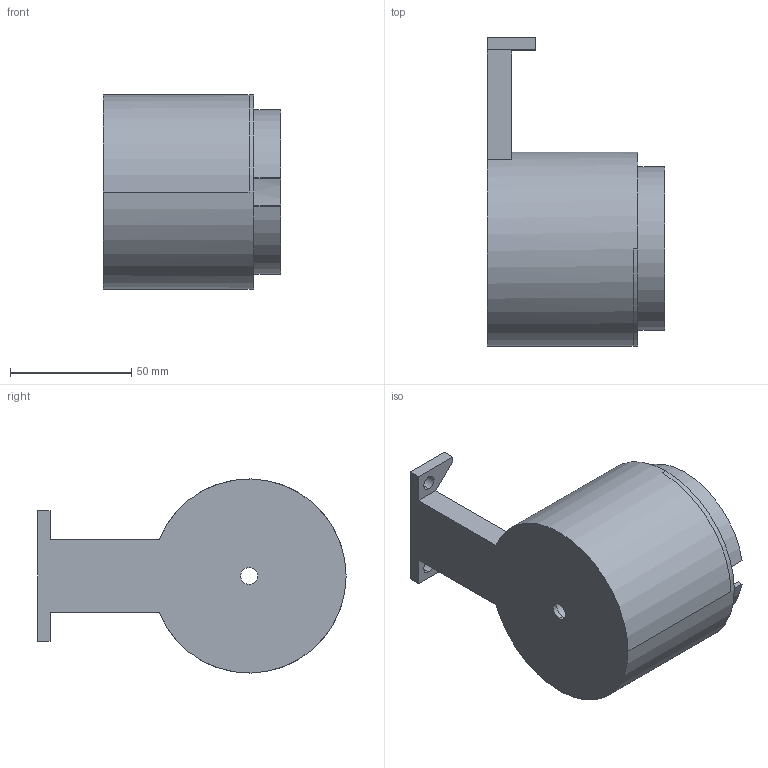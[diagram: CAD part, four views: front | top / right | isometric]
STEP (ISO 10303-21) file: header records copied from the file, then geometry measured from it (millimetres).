
FILE_DESCRIPTION((''),'2;1');
FILE_NAME('BOTTOM','2020-01-08T15:15:53',('max'),(''),'CREO PARAMETRIC BY PTC INC, 2019224','CREO PARAMETRIC BY PTC INC, 2019224','');
FILE_SCHEMA(('CONFIG_CONTROL_DESIGN'));
Length unit declared in the file: millimetre
Products named in the file (1): BOTTOM
Bounding box: 73 x 127.08 x 80 mm (x, y, z)
Volume: 56797.1 mm3; surface area: 58621.2 mm2
Topology: 1 solids, 4 shells, 84 faces, 216 edges, 144 vertices
Faces by surface type: plane 52, cylinder 32
Entity records: 2636 total; most frequent: DIRECTION 460, CARTESIAN_POINT 444, ORIENTED_EDGE 432, EDGE_CURVE 216, AXIS2_PLACEMENT_3D 160, VERTEX_POINT 144, VECTOR 140, LINE 140
